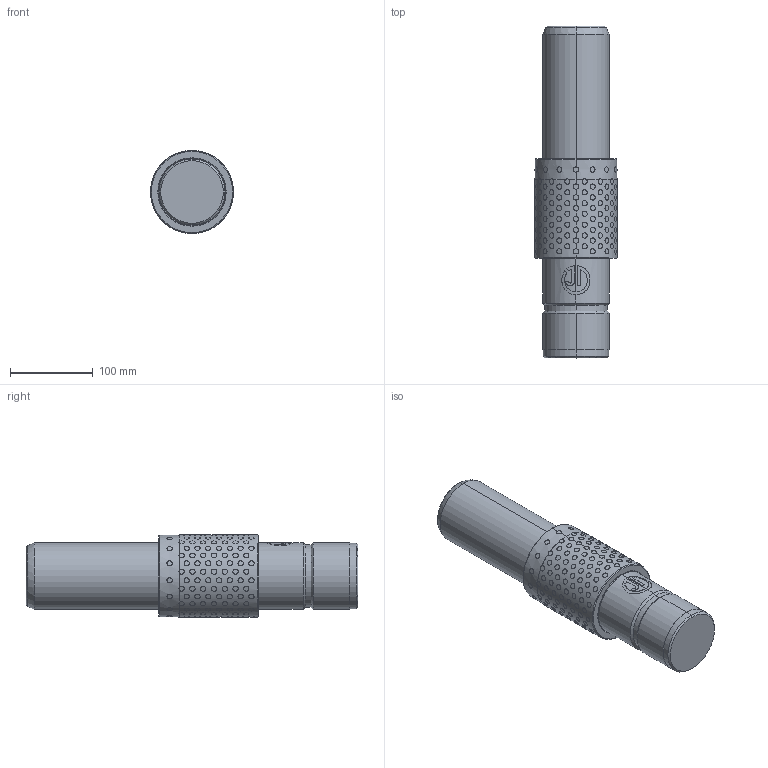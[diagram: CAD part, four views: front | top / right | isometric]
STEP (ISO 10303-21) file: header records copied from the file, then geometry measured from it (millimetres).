
FILE_DESCRIPTION (( 'STEP AP214' ), '1' );
FILE_NAME ('QPMW QPMF-D80-L400.STEP', '2022-07-05T07:49:53', ( '' ), ( '' ), 'SwSTEP 2.0', 'SolidWorks 2016', '' );
FILE_SCHEMA (( 'AUTOMOTIVE_DESIGN' ));
Length unit declared in the file: millimetre
Products named in the file (232): ʯī; JPM-D80-L400; QPMW QPMF-D80-L400; BBW-D80-L120; BBW BBF-D80-L120
Assembly tree (228 placements, depth 3):
  ʯī
  ʯī
  ʯī
  ʯī
  ʯī
Bounding box: 99.84 x 400 x 99.72 mm (x, y, z)
Volume: 2324299.2 mm3; surface area: 272056 mm2
Topology: 227 solids, 227 shells, 1432 faces, 3069 edges, 2036 vertices
Faces by surface type: cylinder 922, plane 463, cone 31, torus 8, bspline 8
Entity records: 52825 total; most frequent: CARTESIAN_POINT 34367, ORIENTED_EDGE 3446, DIRECTION 2281, EDGE_CURVE 1723, VERTEX_POINT 1140, B_SPLINE_CURVE_WITH_KNOTS 1080, EDGE_LOOP 935, AXIS2_PLACEMENT_3D 877
